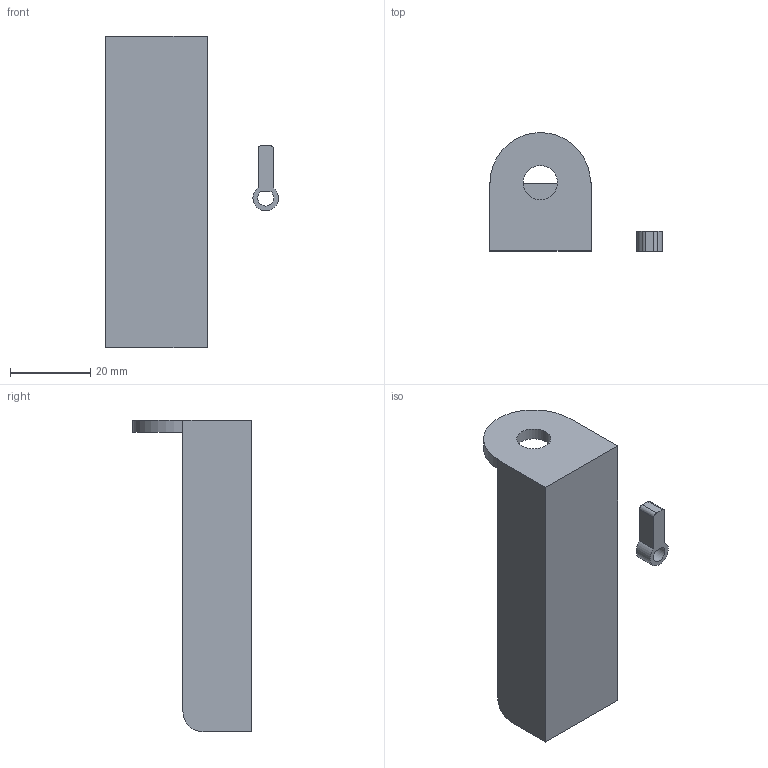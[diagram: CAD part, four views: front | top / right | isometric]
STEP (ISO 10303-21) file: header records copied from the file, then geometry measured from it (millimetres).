
FILE_DESCRIPTION(/* description */ (''),/* implementation_level */ '2;1');
FILE_NAME(/* name */ 'Arduino PID Demo Housing.step',/* time_stamp */ '2021-07-27T23:52:44-04:00',/* author */ (''),/* organization */ (''),/* preprocessor_version */ 'ST-DEVELOPER v18.1',/* originating_system */ 'Autodesk Translation Framework v10.9.0.1377',/* authorisation */ '');
FILE_SCHEMA (('AUTOMOTIVE_DESIGN { 1 0 10303 214 3 1 1 }'));
Length unit declared in the file: centimetre
Products named in the file (1): PID Motor Holder
Bounding box: 43.17 x 29.5 x 77.67 mm (x, y, z)
Volume: 17076.4 mm3; surface area: 9883.7 mm2
Topology: 2 solids, 2 shells, 39 faces, 81 edges, 54 vertices
Faces by surface type: plane 23, cylinder 16
Full cylindrical faces by diameter (mm): 2 x4, 3 x4, 8.5 x1
Entity records: 1203 total; most frequent: CARTESIAN_POINT 311, DIRECTION 181, ORIENTED_EDGE 162, EDGE_CURVE 81, AXIS2_PLACEMENT_3D 68, VERTEX_POINT 54, EDGE_LOOP 51, LINE 45
